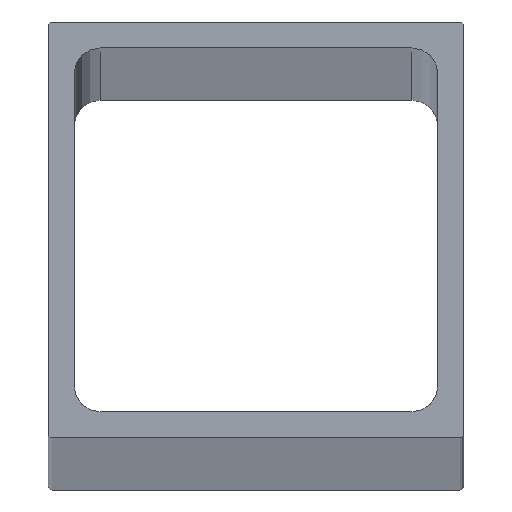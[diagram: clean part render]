
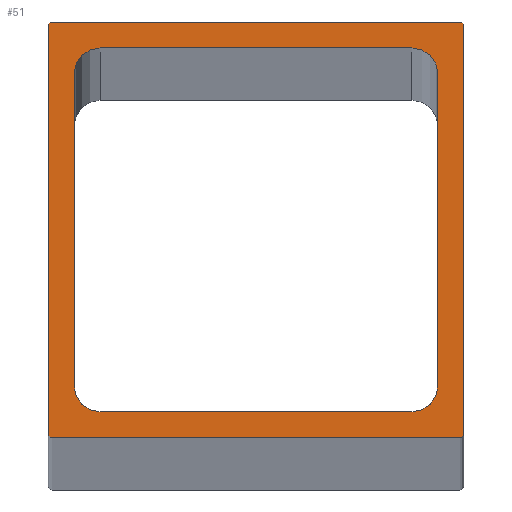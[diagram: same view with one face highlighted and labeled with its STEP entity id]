
A CAD part, top view. The second image highlights one B-rep face of the part: STEP entity #51.
In plain terms, the highlighted planar face has unit normal (0, 0, 1).
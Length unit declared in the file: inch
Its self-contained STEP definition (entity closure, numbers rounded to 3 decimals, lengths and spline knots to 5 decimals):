
#1 = VERTEX_POINT ( 'NONE', #164 ) ;
#2 = VERTEX_POINT ( 'NONE', #367 ) ;
#4 = VERTEX_POINT ( 'NONE', #562 ) ;
#7 = VERTEX_POINT ( 'NONE', #317 ) ;
#9 = CARTESIAN_POINT ( 'NONE',  ( 0.0625, 0.125, 72. ) ) ;
#14 = DIRECTION ( 'NONE',  ( 1., 0., 0. ) ) ;
#15 = VERTEX_POINT ( 'NONE', #364 ) ;
#16 = CIRCLE ( 'NONE', #569, 0.01 ) ;
#17 = CARTESIAN_POINT ( 'NONE',  ( 0.125, 0.0625, 72. ) ) ;
#21 = DIRECTION ( 'NONE',  ( -1., 0., 0. ) ) ;
#28 = AXIS2_PLACEMENT_3D ( 'NONE', #476, #35, #228 ) ;
#31 = DIRECTION ( 'NONE',  ( 0., 0., 1. ) ) ;
#33 = DIRECTION ( 'NONE',  ( -1., 0., 0. ) ) ;
#35 = DIRECTION ( 'NONE',  ( 0., 0., 1. ) ) ;
#36 = EDGE_CURVE ( 'NONE', #312, #46, #299, .T. ) ;
#40 = EDGE_CURVE ( 'NONE', #4, #2, #513, .T. ) ;
#42 = VERTEX_POINT ( 'NONE', #467 ) ;
#46 = VERTEX_POINT ( 'NONE', #370 ) ;
#49 = VERTEX_POINT ( 'NONE', #564 ) ;
#51 = ADVANCED_FACE ( 'NONE', ( #321, #519 ), #77, .F. ) ;
#54 = LINE ( 'NONE', #246, #126 ) ;
#57 = DIRECTION ( 'NONE',  ( -1., 0., 0. ) ) ;
#58 = CARTESIAN_POINT ( 'NONE',  ( 1., 0.01, 72. ) ) ;
#59 = DIRECTION ( 'NONE',  ( -1., 0., 0. ) ) ;
#72 = CARTESIAN_POINT ( 'NONE',  ( 0.01, 0., 72. ) ) ;
#76 = CIRCLE ( 'NONE', #349, 0.01 ) ;
#77 = PLANE ( 'NONE',  #257 ) ;
#86 = EDGE_CURVE ( 'NONE', #42, #211, #382, .T. ) ;
#96 = EDGE_CURVE ( 'NONE', #15, #477, #537, .T. ) ;
#97 = ORIENTED_EDGE ( 'NONE', *, *, #330, .T. ) ;
#107 = CARTESIAN_POINT ( 'NONE',  ( 0.9375, 0.125, 72. ) ) ;
#118 = DIRECTION ( 'NONE',  ( 0., 0., 1. ) ) ;
#126 = VECTOR ( 'NONE', #449, 39.37008 ) ;
#134 = ORIENTED_EDGE ( 'NONE', *, *, #613, .F. ) ;
#140 = EDGE_LOOP ( 'NONE', ( #361, #444, #156, #438, #160, #97, #576, #242 ) ) ;
#145 = CARTESIAN_POINT ( 'NONE',  ( 0., 0.99, 72. ) ) ;
#146 = VECTOR ( 'NONE', #303, 39.37008 ) ;
#149 = CARTESIAN_POINT ( 'NONE',  ( 0.99, 0.99, 72. ) ) ;
#150 = AXIS2_PLACEMENT_3D ( 'NONE', #149, #351, #547 ) ;
#156 = ORIENTED_EDGE ( 'NONE', *, *, #376, .T. ) ;
#158 = LINE ( 'NONE', #360, #605 ) ;
#160 = ORIENTED_EDGE ( 'NONE', *, *, #352, .T. ) ;
#164 = CARTESIAN_POINT ( 'NONE',  ( 0.9375, 0.875, 72. ) ) ;
#169 = CARTESIAN_POINT ( 'NONE',  ( 0.01, 0.99, 72. ) ) ;
#175 = DIRECTION ( 'NONE',  ( 0., 0., 1. ) ) ;
#179 = VERTEX_POINT ( 'NONE', #313 ) ;
#183 = ORIENTED_EDGE ( 'NONE', *, *, #311, .F. ) ;
#187 = ORIENTED_EDGE ( 'NONE', *, *, #96, .F. ) ;
#203 = DIRECTION ( 'NONE',  ( 1., 0., 0. ) ) ;
#206 = VERTEX_POINT ( 'NONE', #272 ) ;
#207 = EDGE_CURVE ( 'NONE', #1, #603, #619, .T. ) ;
#211 = VERTEX_POINT ( 'NONE', #421 ) ;
#218 = EDGE_CURVE ( 'NONE', #49, #320, #16, .T. ) ;
#222 = DIRECTION ( 'NONE',  ( -1., 0., 0. ) ) ;
#228 = DIRECTION ( 'NONE',  ( -1., 0., 0. ) ) ;
#237 = CIRCLE ( 'NONE', #150, 0.01 ) ;
#241 = ORIENTED_EDGE ( 'NONE', *, *, #622, .F. ) ;
#242 = ORIENTED_EDGE ( 'NONE', *, *, #442, .T. ) ;
#246 = CARTESIAN_POINT ( 'NONE',  ( 0.0625, 0.125, 72. ) ) ;
#249 = DIRECTION ( 'NONE',  ( 0., 1., 0. ) ) ;
#250 = CARTESIAN_POINT ( 'NONE',  ( 0.99, 0.01, 72. ) ) ;
#256 = VECTOR ( 'NONE', #249, 39.37008 ) ;
#257 = AXIS2_PLACEMENT_3D ( 'NONE', #275, #474, #33 ) ;
#260 = LINE ( 'NONE', #461, #414 ) ;
#261 = EDGE_LOOP ( 'NONE', ( #503, #183, #187, #357, #439, #134, #601, #241 ) ) ;
#267 = DIRECTION ( 'NONE',  ( 1., 0., 0. ) ) ;
#272 = CARTESIAN_POINT ( 'NONE',  ( 0., 0.01, 72. ) ) ;
#275 = CARTESIAN_POINT ( 'NONE',  ( 0.01, 0.01, 72. ) ) ;
#298 = LINE ( 'NONE', #500, #323 ) ;
#299 = CIRCLE ( 'NONE', #404, 0.0625 ) ;
#300 = CARTESIAN_POINT ( 'NONE',  ( 0.99, 1., 72. ) ) ;
#301 = CARTESIAN_POINT ( 'NONE',  ( 0.01, 0.01, 72. ) ) ;
#303 = DIRECTION ( 'NONE',  ( 0., 1., 0. ) ) ;
#311 = EDGE_CURVE ( 'NONE', #477, #312, #54, .T. ) ;
#312 = VERTEX_POINT ( 'NONE', #9 ) ;
#313 = CARTESIAN_POINT ( 'NONE',  ( 1., 0.99, 72. ) ) ;
#315 = DIRECTION ( 'NONE',  ( 1., 0., 0. ) ) ;
#317 = CARTESIAN_POINT ( 'NONE',  ( 1., 0.01, 72. ) ) ;
#320 = VERTEX_POINT ( 'NONE', #145 ) ;
#321 = FACE_OUTER_BOUND ( 'NONE', #140, .T. ) ;
#323 = VECTOR ( 'NONE', #57, 39.37008 ) ;
#330 = EDGE_CURVE ( 'NONE', #586, #49, #298, .T. ) ;
#349 = AXIS2_PLACEMENT_3D ( 'NONE', #301, #502, #59 ) ;
#351 = DIRECTION ( 'NONE',  ( 0., 0., 1. ) ) ;
#352 = EDGE_CURVE ( 'NONE', #179, #586, #237, .T. ) ;
#357 = ORIENTED_EDGE ( 'NONE', *, *, #432, .F. ) ;
#360 = CARTESIAN_POINT ( 'NONE',  ( 0., 0.01, 72. ) ) ;
#361 = ORIENTED_EDGE ( 'NONE', *, *, #366, .T. ) ;
#364 = CARTESIAN_POINT ( 'NONE',  ( 0.125, 0.9375, 72. ) ) ;
#365 = CARTESIAN_POINT ( 'NONE',  ( 0.0625, 0.875, 72. ) ) ;
#366 = EDGE_CURVE ( 'NONE', #206, #4, #76, .T. ) ;
#367 = CARTESIAN_POINT ( 'NONE',  ( 0.99, 0., 72. ) ) ;
#370 = CARTESIAN_POINT ( 'NONE',  ( 0.125, 0.0625, 72. ) ) ;
#372 = DIRECTION ( 'NONE',  ( 0., 0., 1. ) ) ;
#375 = AXIS2_PLACEMENT_3D ( 'NONE', #470, #31, #222 ) ;
#376 = EDGE_CURVE ( 'NONE', #2, #7, #627, .T. ) ;
#378 = DIRECTION ( 'NONE',  ( -1., 0., 0. ) ) ;
#382 = CIRCLE ( 'NONE', #28, 0.0625 ) ;
#402 = CARTESIAN_POINT ( 'NONE',  ( 0.875, 0.9375, 72. ) ) ;
#404 = AXIS2_PLACEMENT_3D ( 'NONE', #559, #118, #315 ) ;
#414 = VECTOR ( 'NONE', #21, 39.37008 ) ;
#421 = CARTESIAN_POINT ( 'NONE',  ( 0.9375, 0.125, 72. ) ) ;
#432 = EDGE_CURVE ( 'NONE', #603, #15, #260, .T. ) ;
#438 = ORIENTED_EDGE ( 'NONE', *, *, #590, .T. ) ;
#439 = ORIENTED_EDGE ( 'NONE', *, *, #207, .F. ) ;
#442 = EDGE_CURVE ( 'NONE', #320, #206, #158, .T. ) ;
#444 = ORIENTED_EDGE ( 'NONE', *, *, #40, .T. ) ;
#449 = DIRECTION ( 'NONE',  ( 0., -1., 0. ) ) ;
#454 = DIRECTION ( 'NONE',  ( 0., 0., 1. ) ) ;
#457 = LINE ( 'NONE', #17, #587 ) ;
#461 = CARTESIAN_POINT ( 'NONE',  ( 0.125, 0.9375, 72. ) ) ;
#467 = CARTESIAN_POINT ( 'NONE',  ( 0.875, 0.0625, 72. ) ) ;
#470 = CARTESIAN_POINT ( 'NONE',  ( 0.875, 0.875, 72. ) ) ;
#474 = DIRECTION ( 'NONE',  ( 0., 0., -1. ) ) ;
#476 = CARTESIAN_POINT ( 'NONE',  ( 0.875, 0.125, 72. ) ) ;
#477 = VERTEX_POINT ( 'NONE', #365 ) ;
#500 = CARTESIAN_POINT ( 'NONE',  ( 0.01, 1., 72. ) ) ;
#501 = LINE ( 'NONE', #58, #256 ) ;
#502 = DIRECTION ( 'NONE',  ( 0., 0., 1. ) ) ;
#503 = ORIENTED_EDGE ( 'NONE', *, *, #36, .F. ) ;
#513 = LINE ( 'NONE', #72, #533 ) ;
#519 = FACE_BOUND ( 'NONE', #261, .T. ) ;
#533 = VECTOR ( 'NONE', #267, 39.37008 ) ;
#537 = CIRCLE ( 'NONE', #543, 0.0625 ) ;
#543 = AXIS2_PLACEMENT_3D ( 'NONE', #618, #175, #378 ) ;
#545 = AXIS2_PLACEMENT_3D ( 'NONE', #250, #454, #14 ) ;
#547 = DIRECTION ( 'NONE',  ( -1., 0., 0. ) ) ;
#549 = LINE ( 'NONE', #107, #146 ) ;
#556 = DIRECTION ( 'NONE',  ( 0., -1., 0. ) ) ;
#559 = CARTESIAN_POINT ( 'NONE',  ( 0.125, 0.125, 72. ) ) ;
#562 = CARTESIAN_POINT ( 'NONE',  ( 0.01, 0., 72. ) ) ;
#564 = CARTESIAN_POINT ( 'NONE',  ( 0.01, 1., 72. ) ) ;
#566 = DIRECTION ( 'NONE',  ( -1., 0., 0. ) ) ;
#569 = AXIS2_PLACEMENT_3D ( 'NONE', #169, #372, #566 ) ;
#576 = ORIENTED_EDGE ( 'NONE', *, *, #218, .T. ) ;
#586 = VERTEX_POINT ( 'NONE', #300 ) ;
#587 = VECTOR ( 'NONE', #203, 39.37008 ) ;
#590 = EDGE_CURVE ( 'NONE', #7, #179, #501, .T. ) ;
#601 = ORIENTED_EDGE ( 'NONE', *, *, #86, .F. ) ;
#603 = VERTEX_POINT ( 'NONE', #402 ) ;
#605 = VECTOR ( 'NONE', #556, 39.37008 ) ;
#613 = EDGE_CURVE ( 'NONE', #211, #1, #549, .T. ) ;
#618 = CARTESIAN_POINT ( 'NONE',  ( 0.125, 0.875, 72. ) ) ;
#619 = CIRCLE ( 'NONE', #375, 0.0625 ) ;
#622 = EDGE_CURVE ( 'NONE', #46, #42, #457, .T. ) ;
#627 = CIRCLE ( 'NONE', #545, 0.01 ) ;
